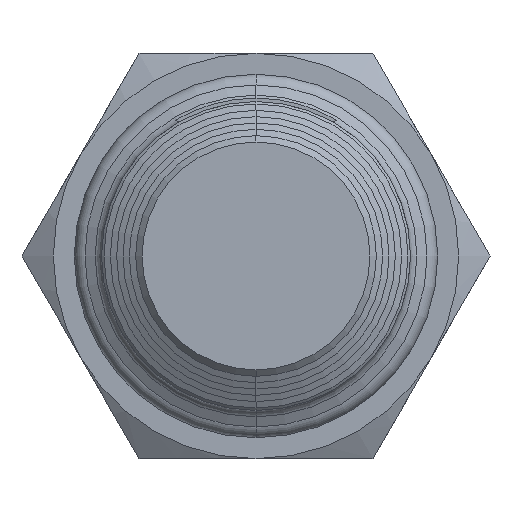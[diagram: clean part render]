
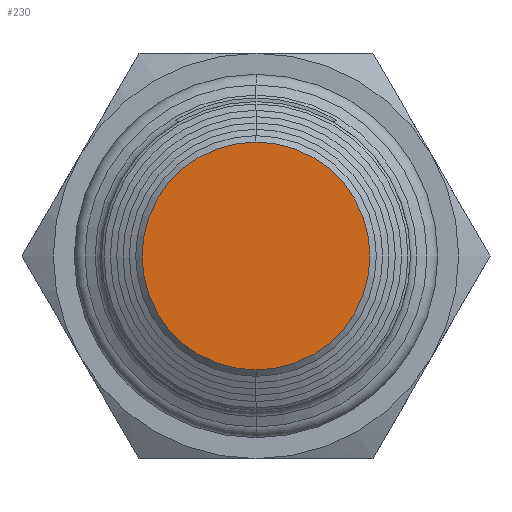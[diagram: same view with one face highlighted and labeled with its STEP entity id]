
A CAD part, front view. The second image highlights one B-rep face of the part: STEP entity #230.
In plain terms, the highlighted planar face has unit normal (0, -1, 0).
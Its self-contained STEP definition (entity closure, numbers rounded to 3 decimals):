
#230 = ADVANCED_FACE ( 'NONE', ( #1910 ), #1326, .T. ) ;
#257 = DIRECTION ( 'NONE',  ( 0., -1., 0. ) ) ;
#373 = DIRECTION ( 'NONE',  ( 0., 0., -1. ) ) ;
#393 = DIRECTION ( 'NONE',  ( 0., -1., 0. ) ) ;
#1056 = DIRECTION ( 'NONE',  ( 0., -1., 0. ) ) ;
#1326 = PLANE ( 'NONE',  #10870 ) ;
#1910 = FACE_OUTER_BOUND ( 'NONE', #4545, .T. ) ;
#4545 = EDGE_LOOP ( 'NONE', ( #10564, #11258 ) ) ;
#5980 = CARTESIAN_POINT ( 'NONE',  ( 0., 0., 0. ) ) ;
#6257 = EDGE_CURVE ( 'NONE', #12020, #11826, #6779, .T. ) ;
#6649 = CARTESIAN_POINT ( 'NONE',  ( 0., 0., 0. ) ) ;
#6736 = AXIS2_PLACEMENT_3D ( 'NONE', #5980, #393, #6908 ) ;
#6779 = CIRCLE ( 'NONE', #8695, 9. ) ;
#6788 = CARTESIAN_POINT ( 'NONE',  ( 0., 0., 9. ) ) ;
#6908 = DIRECTION ( 'NONE',  ( 0., 0., -1. ) ) ;
#7582 = DIRECTION ( 'NONE',  ( 0., 0., -1. ) ) ;
#8695 = AXIS2_PLACEMENT_3D ( 'NONE', #6649, #1056, #7582 ) ;
#9252 = CARTESIAN_POINT ( 'NONE',  ( 0., 0., -9. ) ) ;
#9960 = EDGE_CURVE ( 'NONE', #11826, #12020, #10715, .T. ) ;
#10487 = CARTESIAN_POINT ( 'NONE',  ( 5., 0., 0. ) ) ;
#10564 = ORIENTED_EDGE ( 'NONE', *, *, #6257, .T. ) ;
#10715 = CIRCLE ( 'NONE', #6736, 9. ) ;
#10870 = AXIS2_PLACEMENT_3D ( 'NONE', #10487, #257, #373 ) ;
#11258 = ORIENTED_EDGE ( 'NONE', *, *, #9960, .T. ) ;
#11826 = VERTEX_POINT ( 'NONE', #9252 ) ;
#12020 = VERTEX_POINT ( 'NONE', #6788 ) ;
